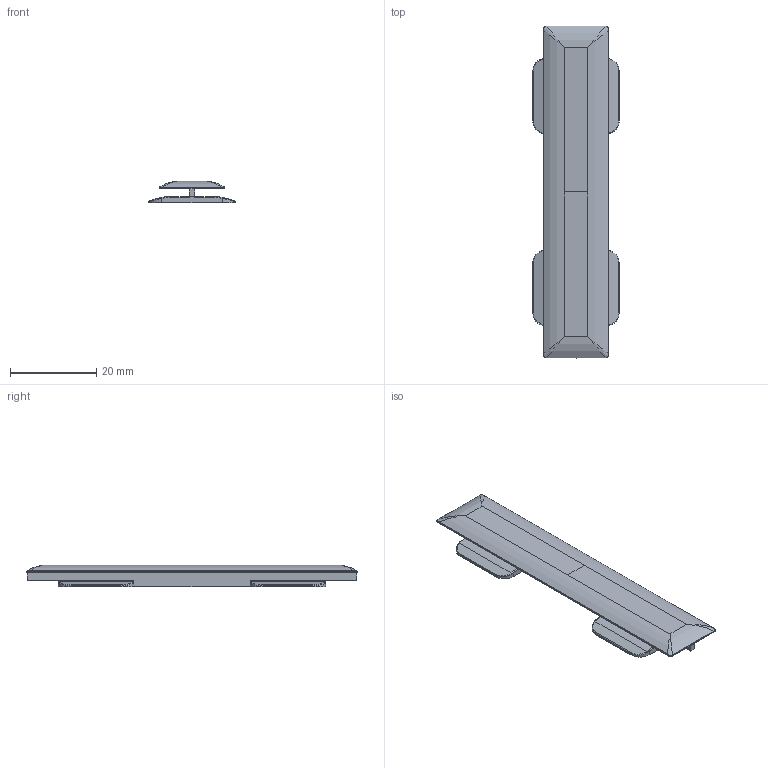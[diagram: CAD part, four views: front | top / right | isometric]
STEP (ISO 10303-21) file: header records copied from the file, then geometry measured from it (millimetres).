
FILE_DESCRIPTION(('CATIA V5 STEP Exchange','CAx-IF Rec.Pracs.--- Model Styling and Organization---1.4--- 2014-01-23'),'2;1');
FILE_NAME('638001.stp','2020-01-03T09:56:03+00:00',('none'),('none'),'CATIA Version 5-6 Release 2017 SP3','CATIA V5 STEP AP214','none');
FILE_SCHEMA(('AUTOMOTIVE_DESIGN { 1 0 10303 214 1 1 1 1 }'));
Length unit declared in the file: millimetre
Products named in the file (1): 638001
Bounding box: 20 x 77 x 5.1 mm (x, y, z)
Volume: 2744.4 mm3; surface area: 4366.3 mm2
Topology: 2 solids, 2 shells, 111 faces, 276 edges, 165 vertices
Faces by surface type: cylinder 36, plane 35, bspline 32, torus 8
Entity records: 4723 total; most frequent: CARTESIAN_POINT 2447, ORIENTED_EDGE 544, DIRECTION 310, EDGE_CURVE 272, VERTEX_POINT 165, VECTOR 124, LINE 124, AXIS2_PLACEMENT_3D 120
